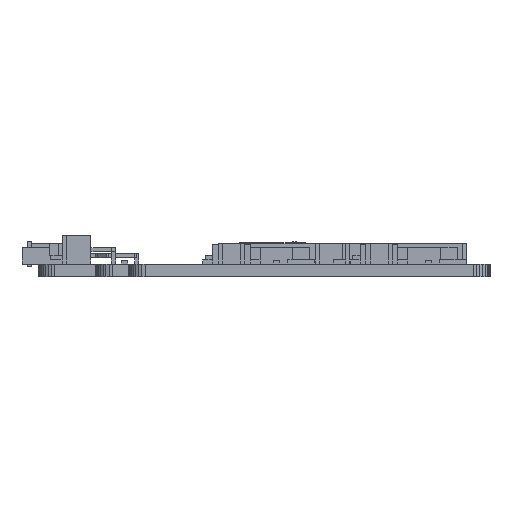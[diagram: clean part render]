
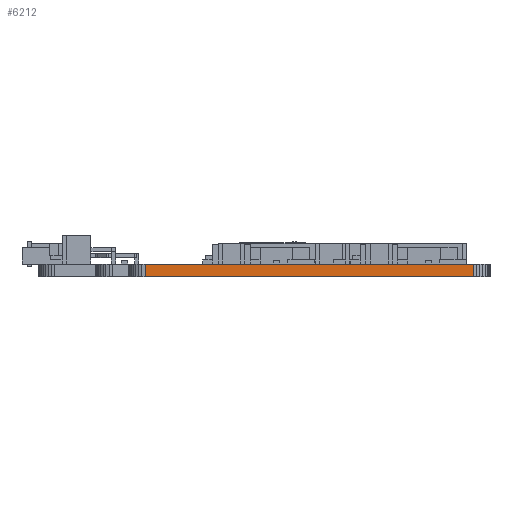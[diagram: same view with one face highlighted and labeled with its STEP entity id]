
A CAD part, left-side view. The second image highlights one B-rep face of the part: STEP entity #6212.
In plain terms, the highlighted planar face has unit normal (-1, 0, 0).
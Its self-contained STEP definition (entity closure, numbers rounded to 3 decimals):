
#447 = PLANE('',#448);
#448 = AXIS2_PLACEMENT_3D('',#449,#450,#451);
#449 = CARTESIAN_POINT('',(93.,116.,1.531));
#450 = DIRECTION('',(0.,0.,-1.));
#451 = DIRECTION('',(-1.,0.,0.));
#501 = PLANE('',#502);
#502 = AXIS2_PLACEMENT_3D('',#503,#504,#505);
#503 = CARTESIAN_POINT('',(93.,116.,0.));
#504 = DIRECTION('',(0.,0.,-1.));
#505 = DIRECTION('',(-1.,0.,0.));
#6104 = PLANE('',#6105);
#6105 = AXIS2_PLACEMENT_3D('',#6106,#6107,#6108);
#6106 = CARTESIAN_POINT('',(22.99,158.,0.));
#6107 = DIRECTION('',(0.,1.,0.));
#6108 = DIRECTION('',(1.,0.,0.));
#6142 = VERTEX_POINT('',#6143);
#6143 = CARTESIAN_POINT('',(23.,158.,1.531));
#6164 = EDGE_CURVE('',#6165,#6142,#6167,.T.);
#6165 = VERTEX_POINT('',#6166);
#6166 = CARTESIAN_POINT('',(23.,158.,0.));
#6167 = SURFACE_CURVE('',#6168,(#6172,#6179),.PCURVE_S1.);
#6168 = LINE('',#6169,#6170);
#6169 = CARTESIAN_POINT('',(23.,158.,0.));
#6170 = VECTOR('',#6171,1.);
#6171 = DIRECTION('',(0.,0.,1.));
#6172 = PCURVE('',#6104,#6173);
#6173 = DEFINITIONAL_REPRESENTATION('',(#6174),#6178);
#6174 = LINE('',#6175,#6176);
#6175 = CARTESIAN_POINT('',(0.01,0.));
#6176 = VECTOR('',#6177,1.);
#6177 = DIRECTION('',(0.,-1.));
#6178 = ( GEOMETRIC_REPRESENTATION_CONTEXT(2) 
PARAMETRIC_REPRESENTATION_CONTEXT() REPRESENTATION_CONTEXT('2D SPACE',''
  ) );
#6179 = PCURVE('',#6180,#6185);
#6180 = PLANE('',#6181);
#6181 = AXIS2_PLACEMENT_3D('',#6182,#6183,#6184);
#6182 = CARTESIAN_POINT('',(23.,158.,0.));
#6183 = DIRECTION('',(1.,0.,0.));
#6184 = DIRECTION('',(0.,-1.,0.));
#6185 = DEFINITIONAL_REPRESENTATION('',(#6186),#6190);
#6186 = LINE('',#6187,#6188);
#6187 = CARTESIAN_POINT('',(0.,0.));
#6188 = VECTOR('',#6189,1.);
#6189 = DIRECTION('',(0.,-1.));
#6190 = ( GEOMETRIC_REPRESENTATION_CONTEXT(2) 
PARAMETRIC_REPRESENTATION_CONTEXT() REPRESENTATION_CONTEXT('2D SPACE',''
  ) );
#6212 = ADVANCED_FACE('',(#6213),#6180,.F.);
#6213 = FACE_BOUND('',#6214,.F.);
#6214 = EDGE_LOOP('',(#6215,#6216,#6239,#6267));
#6215 = ORIENTED_EDGE('',*,*,#6164,.T.);
#6216 = ORIENTED_EDGE('',*,*,#6217,.T.);
#6217 = EDGE_CURVE('',#6142,#6218,#6220,.T.);
#6218 = VERTEX_POINT('',#6219);
#6219 = CARTESIAN_POINT('',(23.,118.,1.531));
#6220 = SURFACE_CURVE('',#6221,(#6225,#6232),.PCURVE_S1.);
#6221 = LINE('',#6222,#6223);
#6222 = CARTESIAN_POINT('',(23.,158.,1.531));
#6223 = VECTOR('',#6224,1.);
#6224 = DIRECTION('',(0.,-1.,0.));
#6225 = PCURVE('',#6180,#6226);
#6226 = DEFINITIONAL_REPRESENTATION('',(#6227),#6231);
#6227 = LINE('',#6228,#6229);
#6228 = CARTESIAN_POINT('',(0.,-1.531));
#6229 = VECTOR('',#6230,1.);
#6230 = DIRECTION('',(1.,0.));
#6231 = ( GEOMETRIC_REPRESENTATION_CONTEXT(2) 
PARAMETRIC_REPRESENTATION_CONTEXT() REPRESENTATION_CONTEXT('2D SPACE',''
  ) );
#6232 = PCURVE('',#447,#6233);
#6233 = DEFINITIONAL_REPRESENTATION('',(#6234),#6238);
#6234 = LINE('',#6235,#6236);
#6235 = CARTESIAN_POINT('',(70.,42.));
#6236 = VECTOR('',#6237,1.);
#6237 = DIRECTION('',(0.,-1.));
#6238 = ( GEOMETRIC_REPRESENTATION_CONTEXT(2) 
PARAMETRIC_REPRESENTATION_CONTEXT() REPRESENTATION_CONTEXT('2D SPACE',''
  ) );
#6239 = ORIENTED_EDGE('',*,*,#6240,.F.);
#6240 = EDGE_CURVE('',#6241,#6218,#6243,.T.);
#6241 = VERTEX_POINT('',#6242);
#6242 = CARTESIAN_POINT('',(23.,118.,0.));
#6243 = SURFACE_CURVE('',#6244,(#6248,#6255),.PCURVE_S1.);
#6244 = LINE('',#6245,#6246);
#6245 = CARTESIAN_POINT('',(23.,118.,0.));
#6246 = VECTOR('',#6247,1.);
#6247 = DIRECTION('',(0.,0.,1.));
#6248 = PCURVE('',#6180,#6249);
#6249 = DEFINITIONAL_REPRESENTATION('',(#6250),#6254);
#6250 = LINE('',#6251,#6252);
#6251 = CARTESIAN_POINT('',(40.,0.));
#6252 = VECTOR('',#6253,1.);
#6253 = DIRECTION('',(0.,-1.));
#6254 = ( GEOMETRIC_REPRESENTATION_CONTEXT(2) 
PARAMETRIC_REPRESENTATION_CONTEXT() REPRESENTATION_CONTEXT('2D SPACE',''
  ) );
#6255 = PCURVE('',#6256,#6261);
#6256 = PLANE('',#6257);
#6257 = AXIS2_PLACEMENT_3D('',#6258,#6259,#6260);
#6258 = CARTESIAN_POINT('',(23.,118.,0.));
#6259 = DIRECTION('',(0.,-1.,0.));
#6260 = DIRECTION('',(-1.,0.,0.));
#6261 = DEFINITIONAL_REPRESENTATION('',(#6262),#6266);
#6262 = LINE('',#6263,#6264);
#6263 = CARTESIAN_POINT('',(0.,0.));
#6264 = VECTOR('',#6265,1.);
#6265 = DIRECTION('',(0.,-1.));
#6266 = ( GEOMETRIC_REPRESENTATION_CONTEXT(2) 
PARAMETRIC_REPRESENTATION_CONTEXT() REPRESENTATION_CONTEXT('2D SPACE',''
  ) );
#6267 = ORIENTED_EDGE('',*,*,#6268,.F.);
#6268 = EDGE_CURVE('',#6165,#6241,#6269,.T.);
#6269 = SURFACE_CURVE('',#6270,(#6274,#6281),.PCURVE_S1.);
#6270 = LINE('',#6271,#6272);
#6271 = CARTESIAN_POINT('',(23.,158.,0.));
#6272 = VECTOR('',#6273,1.);
#6273 = DIRECTION('',(0.,-1.,0.));
#6274 = PCURVE('',#6180,#6275);
#6275 = DEFINITIONAL_REPRESENTATION('',(#6276),#6280);
#6276 = LINE('',#6277,#6278);
#6277 = CARTESIAN_POINT('',(0.,0.));
#6278 = VECTOR('',#6279,1.);
#6279 = DIRECTION('',(1.,0.));
#6280 = ( GEOMETRIC_REPRESENTATION_CONTEXT(2) 
PARAMETRIC_REPRESENTATION_CONTEXT() REPRESENTATION_CONTEXT('2D SPACE',''
  ) );
#6281 = PCURVE('',#501,#6282);
#6282 = DEFINITIONAL_REPRESENTATION('',(#6283),#6287);
#6283 = LINE('',#6284,#6285);
#6284 = CARTESIAN_POINT('',(70.,42.));
#6285 = VECTOR('',#6286,1.);
#6286 = DIRECTION('',(0.,-1.));
#6287 = ( GEOMETRIC_REPRESENTATION_CONTEXT(2) 
PARAMETRIC_REPRESENTATION_CONTEXT() REPRESENTATION_CONTEXT('2D SPACE',''
  ) );
